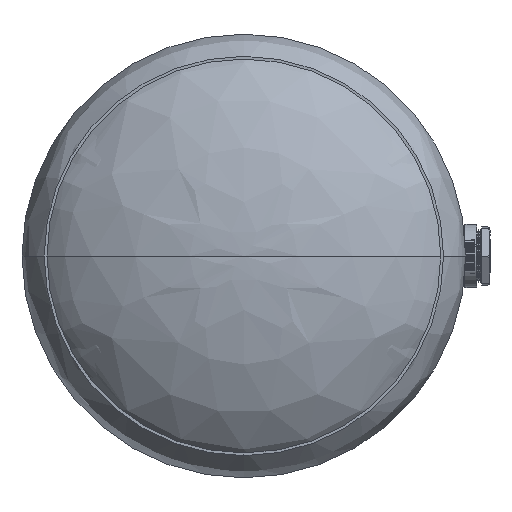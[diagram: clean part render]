
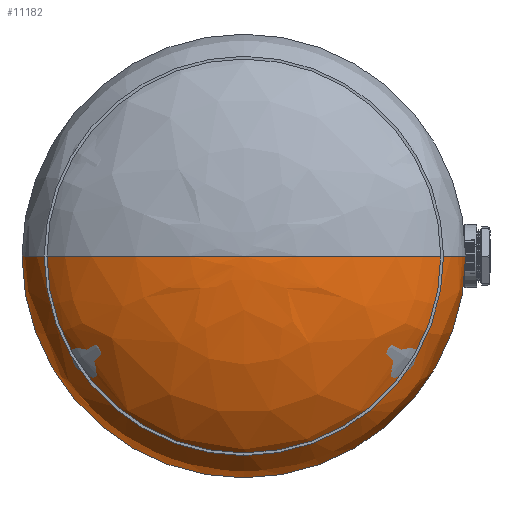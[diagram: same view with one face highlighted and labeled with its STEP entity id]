
A CAD part, left-side view. The second image highlights one B-rep face of the part: STEP entity #11182.
In plain terms, the highlighted free-form (B-spline) face has degree [3, 3] with [4, 4] control points.
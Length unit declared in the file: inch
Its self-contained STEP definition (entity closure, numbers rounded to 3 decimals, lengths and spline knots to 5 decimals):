
#1114 = CARTESIAN_POINT ( 'NONE',  ( 0., 5.62, 0. ) ) ;
#1171 = CARTESIAN_POINT ( 'NONE',  ( 10., 0.5575, 20. ) ) ;
#2865 = CARTESIAN_POINT ( 'NONE',  ( -10., 3.52304, 0. ) ) ;
#2987 = CARTESIAN_POINT ( 'NONE',  ( 10., 3.52304, 20. ) ) ;
#3114 = CARTESIAN_POINT ( 'NONE',  ( -10., 3.52304, 0. ) ) ;
#3236 = VERTEX_POINT ( 'NONE', #6866 ) ;
#3294 = VERTEX_POINT ( 'NONE', #9951 ) ;
#3431 = CARTESIAN_POINT ( 'NONE',  ( 0., 5.62, 0. ) ) ;
#3451 = DIRECTION ( 'NONE',  ( 0., 0., -1. ) ) ;
#3843 = CARTESIAN_POINT ( 'NONE',  ( 0., 5.62, 0. ) ) ;
#3851 = DIRECTION ( 'NONE',  ( 0., 0., -1. ) ) ;
#4779 = CARTESIAN_POINT ( 'NONE',  ( 0., 0.5575, 10. ) ) ;
#4813 = FACE_OUTER_BOUND ( 'NONE', #6078, .T. ) ;
#4873 = CARTESIAN_POINT ( 'NONE',  ( 0., 5.62, 0. ) ) ;
#4994 = CARTESIAN_POINT ( 'NONE',  ( 5.85786, 5.62, 0. ) ) ;
#5614 = EDGE_CURVE ( 'NONE', #3294, #3236, #6204, .T. ) ;
#6032 = EDGE_CURVE ( 'NONE', #10350, #3236, #9888, .T. ) ;
#6078 = EDGE_LOOP ( 'NONE', ( #6500, #9214, #6271, #10964 ) ) ;
#6204 =( BOUNDED_CURVE ( )  B_SPLINE_CURVE ( 3, ( #3431, #8167, #2865, #6565 ),
 .UNSPECIFIED., .F., .F. ) 
 B_SPLINE_CURVE_WITH_KNOTS ( ( 4, 4 ),
 ( 1.5708, 3.14159 ),
 .UNSPECIFIED. ) 
 CURVE ( )  GEOMETRIC_REPRESENTATION_ITEM ( )  RATIONAL_B_SPLINE_CURVE ( ( 1., 0.805, 0.805, 1. ) ) 
 REPRESENTATION_ITEM ( '' )  );
#6271 = ORIENTED_EDGE ( 'NONE', *, *, #6032, .F. ) ;
#6500 = ORIENTED_EDGE ( 'NONE', *, *, #10492, .F. ) ;
#6565 = CARTESIAN_POINT ( 'NONE',  ( -10., 0.5575, 0. ) ) ;
#6632 = CARTESIAN_POINT ( 'NONE',  ( 10., 3.52304, 0. ) ) ;
#6697 = CARTESIAN_POINT ( 'NONE',  ( 10., 0.5575, 0. ) ) ;
#6866 = CARTESIAN_POINT ( 'NONE',  ( -10., 0.5575, 0. ) ) ;
#7295 = CARTESIAN_POINT ( 'NONE',  ( 10., 0.5575, 0. ) ) ;
#7325 = DIRECTION ( 'NONE',  ( 0., -1., 0. ) ) ;
#7557 = CARTESIAN_POINT ( 'NONE',  ( -10., 3.52304, 20. ) ) ;
#7734 = CARTESIAN_POINT ( 'NONE',  ( -5.85786, 5.62, 11.71573 ) ) ;
#7898 = EDGE_CURVE ( 'NONE', #9343, #10350, #9008, .T. ) ;
#7941 = CARTESIAN_POINT ( 'NONE',  ( 10., 3.52304, 0. ) ) ;
#8006 = DIRECTION ( 'NONE',  ( 0., -1., 0. ) ) ;
#8057 = CARTESIAN_POINT ( 'NONE',  ( 0., 5.62, 0. ) ) ;
#8068 = CARTESIAN_POINT ( 'NONE',  ( 0., 0.5575, 0. ) ) ;
#8167 = CARTESIAN_POINT ( 'NONE',  ( -5.85786, 5.62, 0. ) ) ;
#8646 = CARTESIAN_POINT ( 'NONE',  ( -5.85786, 5.62, 0. ) ) ;
#9008 = CIRCLE ( 'NONE', #10753, 10. ) ;
#9206 = CARTESIAN_POINT ( 'NONE',  ( 0., 0.5575, 0. ) ) ;
#9214 = ORIENTED_EDGE ( 'NONE', *, *, #5614, .T. ) ;
#9343 = VERTEX_POINT ( 'NONE', #7295 ) ;
#9371 = CARTESIAN_POINT ( 'NONE',  ( -10., 0.5575, 0. ) ) ;
#9550 = CARTESIAN_POINT ( 'NONE',  ( 0., 5.62, 0. ) ) ;
#9888 = CIRCLE ( 'NONE', #10266, 10. ) ;
#9928 =( BOUNDED_CURVE ( )  B_SPLINE_CURVE ( 3, ( #8057, #11694, #7941, #11808 ),
 .UNSPECIFIED., .F., .T. ) 
 B_SPLINE_CURVE_WITH_KNOTS ( ( 4, 4 ),
 ( 1.5708, 3.14159 ),
 .UNSPECIFIED. ) 
 CURVE ( )  GEOMETRIC_REPRESENTATION_ITEM ( )  RATIONAL_B_SPLINE_CURVE ( ( 1., 0.805, 0.805, 1. ) ) 
 REPRESENTATION_ITEM ( '' )  );
#9951 = CARTESIAN_POINT ( 'NONE',  ( 0., 5.62, 0. ) ) ;
#10266 = AXIS2_PLACEMENT_3D ( 'NONE', #8068, #8006, #3451 ) ;
#10350 = VERTEX_POINT ( 'NONE', #4779 ) ;
#10492 = EDGE_CURVE ( 'NONE', #3294, #9343, #9928, .T. ) ;
#10753 = AXIS2_PLACEMENT_3D ( 'NONE', #9206, #7325, #3851 ) ;
#10803 =( BOUNDED_SURFACE ( )  B_SPLINE_SURFACE ( 3, 3, ( 
 ( #4873, #1114, #9550, #3843 ),
 ( #4994, #11312, #7734, #8646 ),
 ( #6632, #2987, #7557, #3114 ),
 ( #6697, #1171, #11430, #9371 ) ),
 .UNSPECIFIED., .F., .F., .F. ) 
 B_SPLINE_SURFACE_WITH_KNOTS ( ( 4, 4 ),
 ( 4, 4 ),
 ( 0., 1. ),
 ( 0., 1. ),
 .UNSPECIFIED. ) 
 GEOMETRIC_REPRESENTATION_ITEM ( )  RATIONAL_B_SPLINE_SURFACE ( (
 ( 1., 0.333, 0.333, 1.),
 ( 0.805, 0.268, 0.268, 0.805),
 ( 0.805, 0.268, 0.268, 0.805),
 ( 1., 0.333, 0.333, 1.) ) ) 
 REPRESENTATION_ITEM ( '' )  SURFACE ( )  );
#10964 = ORIENTED_EDGE ( 'NONE', *, *, #7898, .F. ) ;
#11182 = ADVANCED_FACE ( 'NONE', ( #4813 ), #10803, .F. ) ;
#11312 = CARTESIAN_POINT ( 'NONE',  ( 5.85786, 5.62, 11.71573 ) ) ;
#11430 = CARTESIAN_POINT ( 'NONE',  ( -10., 0.5575, 20. ) ) ;
#11694 = CARTESIAN_POINT ( 'NONE',  ( 5.85786, 5.62, 0. ) ) ;
#11808 = CARTESIAN_POINT ( 'NONE',  ( 10., 0.5575, 0. ) ) ;
